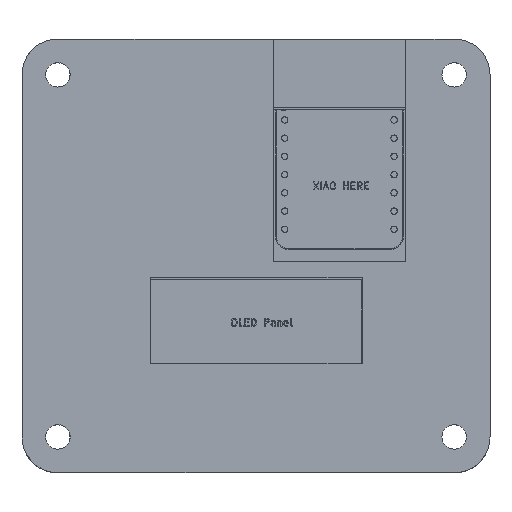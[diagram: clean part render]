
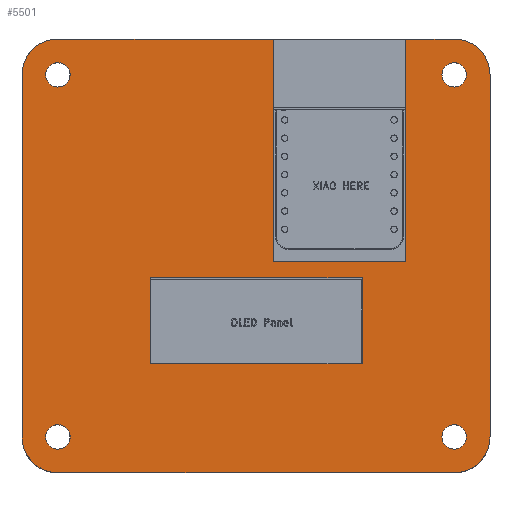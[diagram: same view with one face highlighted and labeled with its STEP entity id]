
A CAD part, top view. The second image highlights one B-rep face of the part: STEP entity #5501.
In plain terms, the highlighted planar face has unit normal (0, 0, 1).
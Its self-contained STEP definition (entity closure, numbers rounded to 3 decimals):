
#197=FACE_BOUND('',#531,.T.);
#198=FACE_BOUND('',#532,.T.);
#199=FACE_BOUND('',#533,.T.);
#200=FACE_BOUND('',#534,.T.);
#201=FACE_BOUND('',#535,.T.);
#294=FACE_OUTER_BOUND('',#530,.T.);
#530=EDGE_LOOP('',(#4985,#4986,#4987,#4988,#4989,#4990,#4991,#4992,#4993,
#4994,#4995,#4996));
#531=EDGE_LOOP('',(#4997,#4998,#4999,#5000));
#532=EDGE_LOOP('',(#5001));
#533=EDGE_LOOP('',(#5002));
#534=EDGE_LOOP('',(#5003));
#535=EDGE_LOOP('',(#5004));
#1177=LINE('',#9369,#1834);
#1180=LINE('',#9375,#1837);
#1181=LINE('',#9379,#1838);
#1182=LINE('',#9383,#1839);
#1183=LINE('',#9387,#1840);
#1184=LINE('',#9389,#1841);
#1185=LINE('',#9391,#1842);
#1186=LINE('',#9392,#1843);
#1187=LINE('',#9395,#1844);
#1188=LINE('',#9397,#1845);
#1189=LINE('',#9399,#1846);
#1190=LINE('',#9400,#1847);
#1834=VECTOR('',#7367,10.);
#1837=VECTOR('',#7372,10.);
#1838=VECTOR('',#7375,10.);
#1839=VECTOR('',#7378,10.);
#1840=VECTOR('',#7381,10.);
#1841=VECTOR('',#7382,10.);
#1842=VECTOR('',#7383,10.);
#1843=VECTOR('',#7384,10.);
#1844=VECTOR('',#7385,10.);
#1845=VECTOR('',#7386,10.);
#1846=VECTOR('',#7387,10.);
#1847=VECTOR('',#7388,10.);
#2184=CIRCLE('',#6019,5.);
#2186=CIRCLE('',#6023,5.);
#2187=CIRCLE('',#6024,5.);
#2188=CIRCLE('',#6025,5.);
#2189=CIRCLE('',#6026,1.7);
#2190=CIRCLE('',#6027,1.7);
#2191=CIRCLE('',#6028,1.7);
#2192=CIRCLE('',#6029,1.7);
#3022=VERTEX_POINT('',#9359);
#3023=VERTEX_POINT('',#9360);
#3026=VERTEX_POINT('',#9368);
#3028=VERTEX_POINT('',#9374);
#3029=VERTEX_POINT('',#9376);
#3030=VERTEX_POINT('',#9378);
#3031=VERTEX_POINT('',#9380);
#3032=VERTEX_POINT('',#9382);
#3033=VERTEX_POINT('',#9384);
#3034=VERTEX_POINT('',#9386);
#3035=VERTEX_POINT('',#9388);
#3036=VERTEX_POINT('',#9390);
#3037=VERTEX_POINT('',#9393);
#3038=VERTEX_POINT('',#9394);
#3039=VERTEX_POINT('',#9396);
#3040=VERTEX_POINT('',#9398);
#3041=VERTEX_POINT('',#9401);
#3042=VERTEX_POINT('',#9403);
#3043=VERTEX_POINT('',#9405);
#3044=VERTEX_POINT('',#9407);
#3935=EDGE_CURVE('',#3022,#3023,#2184,.T.);
#3939=EDGE_CURVE('',#3026,#3023,#1177,.T.);
#3942=EDGE_CURVE('',#3022,#3028,#1180,.T.);
#3943=EDGE_CURVE('',#3029,#3028,#2186,.T.);
#3944=EDGE_CURVE('',#3029,#3030,#1181,.T.);
#3945=EDGE_CURVE('',#3031,#3030,#2187,.T.);
#3946=EDGE_CURVE('',#3031,#3032,#1182,.T.);
#3947=EDGE_CURVE('',#3033,#3032,#2188,.T.);
#3948=EDGE_CURVE('',#3033,#3034,#1183,.T.);
#3949=EDGE_CURVE('',#3034,#3035,#1184,.T.);
#3950=EDGE_CURVE('',#3035,#3036,#1185,.T.);
#3951=EDGE_CURVE('',#3036,#3026,#1186,.T.);
#3952=EDGE_CURVE('',#3037,#3038,#1187,.T.);
#3953=EDGE_CURVE('',#3039,#3037,#1188,.T.);
#3954=EDGE_CURVE('',#3040,#3039,#1189,.T.);
#3955=EDGE_CURVE('',#3038,#3040,#1190,.T.);
#3956=EDGE_CURVE('',#3041,#3041,#2189,.T.);
#3957=EDGE_CURVE('',#3042,#3042,#2190,.T.);
#3958=EDGE_CURVE('',#3043,#3043,#2191,.T.);
#3959=EDGE_CURVE('',#3044,#3044,#2192,.T.);
#4985=ORIENTED_EDGE('',*,*,#3935,.F.);
#4986=ORIENTED_EDGE('',*,*,#3942,.T.);
#4987=ORIENTED_EDGE('',*,*,#3943,.F.);
#4988=ORIENTED_EDGE('',*,*,#3944,.T.);
#4989=ORIENTED_EDGE('',*,*,#3945,.F.);
#4990=ORIENTED_EDGE('',*,*,#3946,.T.);
#4991=ORIENTED_EDGE('',*,*,#3947,.F.);
#4992=ORIENTED_EDGE('',*,*,#3948,.T.);
#4993=ORIENTED_EDGE('',*,*,#3949,.T.);
#4994=ORIENTED_EDGE('',*,*,#3950,.T.);
#4995=ORIENTED_EDGE('',*,*,#3951,.T.);
#4996=ORIENTED_EDGE('',*,*,#3939,.T.);
#4997=ORIENTED_EDGE('',*,*,#3952,.F.);
#4998=ORIENTED_EDGE('',*,*,#3953,.F.);
#4999=ORIENTED_EDGE('',*,*,#3954,.F.);
#5000=ORIENTED_EDGE('',*,*,#3955,.F.);
#5001=ORIENTED_EDGE('',*,*,#3956,.T.);
#5002=ORIENTED_EDGE('',*,*,#3957,.T.);
#5003=ORIENTED_EDGE('',*,*,#3958,.T.);
#5004=ORIENTED_EDGE('',*,*,#3959,.T.);
#5312=PLANE('',#6022);
#5501=ADVANCED_FACE('',(#294,#197,#198,#199,#200,#201),#5312,.T.);
#6019=AXIS2_PLACEMENT_3D('',#9361,#7359,#7360);
#6022=AXIS2_PLACEMENT_3D('',#9373,#7370,#7371);
#6023=AXIS2_PLACEMENT_3D('',#9377,#7373,#7374);
#6024=AXIS2_PLACEMENT_3D('',#9381,#7376,#7377);
#6025=AXIS2_PLACEMENT_3D('',#9385,#7379,#7380);
#6026=AXIS2_PLACEMENT_3D('',#9402,#7389,#7390);
#6027=AXIS2_PLACEMENT_3D('',#9404,#7391,#7392);
#6028=AXIS2_PLACEMENT_3D('',#9406,#7393,#7394);
#6029=AXIS2_PLACEMENT_3D('',#9408,#7395,#7396);
#7359=DIRECTION('center_axis',(0.,0.,-1.));
#7360=DIRECTION('ref_axis',(-0.707,0.707,0.));
#7367=DIRECTION('',(-1.,0.,0.));
#7370=DIRECTION('center_axis',(0.,0.,1.));
#7371=DIRECTION('ref_axis',(1.,0.,0.));
#7372=DIRECTION('',(0.,-1.,0.));
#7373=DIRECTION('center_axis',(0.,0.,-1.));
#7374=DIRECTION('ref_axis',(-0.707,-0.707,0.));
#7375=DIRECTION('',(1.,0.,0.));
#7376=DIRECTION('center_axis',(0.,0.,-1.));
#7377=DIRECTION('ref_axis',(0.707,-0.707,0.));
#7378=DIRECTION('',(0.,1.,0.));
#7379=DIRECTION('center_axis',(0.,0.,-1.));
#7380=DIRECTION('ref_axis',(0.707,0.707,0.));
#7381=DIRECTION('',(-1.,0.,0.));
#7382=DIRECTION('',(0.,-1.,0.));
#7383=DIRECTION('',(-1.,0.,0.));
#7384=DIRECTION('',(0.,1.,0.));
#7385=DIRECTION('',(0.,1.,0.));
#7386=DIRECTION('',(1.,0.,0.));
#7387=DIRECTION('',(0.,-1.,0.));
#7388=DIRECTION('',(-1.,0.,0.));
#7389=DIRECTION('center_axis',(0.,0.,-1.));
#7390=DIRECTION('ref_axis',(1.,0.,0.));
#7391=DIRECTION('center_axis',(0.,0.,-1.));
#7392=DIRECTION('ref_axis',(1.,0.,0.));
#7393=DIRECTION('center_axis',(0.,0.,-1.));
#7394=DIRECTION('ref_axis',(1.,0.,0.));
#7395=DIRECTION('center_axis',(0.,0.,-1.));
#7396=DIRECTION('ref_axis',(1.,0.,0.));
#9359=CARTESIAN_POINT('',(-26.29,17.997,1.5));
#9360=CARTESIAN_POINT('',(-21.29,22.997,1.5));
#9361=CARTESIAN_POINT('Origin',(-21.29,17.997,1.5));
#9368=CARTESIAN_POINT('',(8.714,22.997,1.5));
#9369=CARTESIAN_POINT('',(-26.29,22.997,1.5));
#9373=CARTESIAN_POINT('Origin',(6.332,-7.243,1.5));
#9374=CARTESIAN_POINT('',(-26.29,-32.484,1.5));
#9375=CARTESIAN_POINT('',(-26.29,-37.484,1.5));
#9376=CARTESIAN_POINT('',(-21.29,-37.484,1.5));
#9377=CARTESIAN_POINT('Origin',(-21.29,-32.484,1.5));
#9378=CARTESIAN_POINT('',(33.954,-37.484,1.5));
#9379=CARTESIAN_POINT('',(38.954,-37.484,1.5));
#9380=CARTESIAN_POINT('',(38.954,-32.484,1.5));
#9381=CARTESIAN_POINT('Origin',(33.954,-32.484,1.5));
#9382=CARTESIAN_POINT('',(38.954,17.997,1.5));
#9383=CARTESIAN_POINT('',(38.954,22.997,1.5));
#9384=CARTESIAN_POINT('',(33.954,22.997,1.5));
#9385=CARTESIAN_POINT('Origin',(33.954,17.997,1.5));
#9386=CARTESIAN_POINT('',(27.214,22.997,1.5));
#9387=CARTESIAN_POINT('',(-26.29,22.997,1.5));
#9388=CARTESIAN_POINT('',(27.214,-8.003,1.5));
#9389=CARTESIAN_POINT('',(27.214,22.997,1.5));
#9390=CARTESIAN_POINT('',(8.714,-8.003,1.5));
#9391=CARTESIAN_POINT('',(27.214,-8.003,1.5));
#9392=CARTESIAN_POINT('',(8.714,-8.003,1.5));
#9393=CARTESIAN_POINT('',(21.12,-22.28,1.5));
#9394=CARTESIAN_POINT('',(21.12,-10.28,1.5));
#9395=CARTESIAN_POINT('',(21.12,-8.762,1.5));
#9396=CARTESIAN_POINT('',(-8.38,-22.28,1.5));
#9397=CARTESIAN_POINT('',(13.726,-22.28,1.5));
#9398=CARTESIAN_POINT('',(-8.38,-10.28,1.5));
#9399=CARTESIAN_POINT('',(-8.38,-14.762,1.5));
#9400=CARTESIAN_POINT('',(-1.024,-10.28,1.5));
#9401=CARTESIAN_POINT('',(32.254,-32.484,1.5));
#9402=CARTESIAN_POINT('Origin',(33.954,-32.484,1.5));
#9403=CARTESIAN_POINT('',(-22.99,17.997,1.5));
#9404=CARTESIAN_POINT('Origin',(-21.29,17.997,1.5));
#9405=CARTESIAN_POINT('',(-22.99,-32.484,1.5));
#9406=CARTESIAN_POINT('Origin',(-21.29,-32.484,1.5));
#9407=CARTESIAN_POINT('',(32.254,17.997,1.5));
#9408=CARTESIAN_POINT('Origin',(33.954,17.997,1.5));
